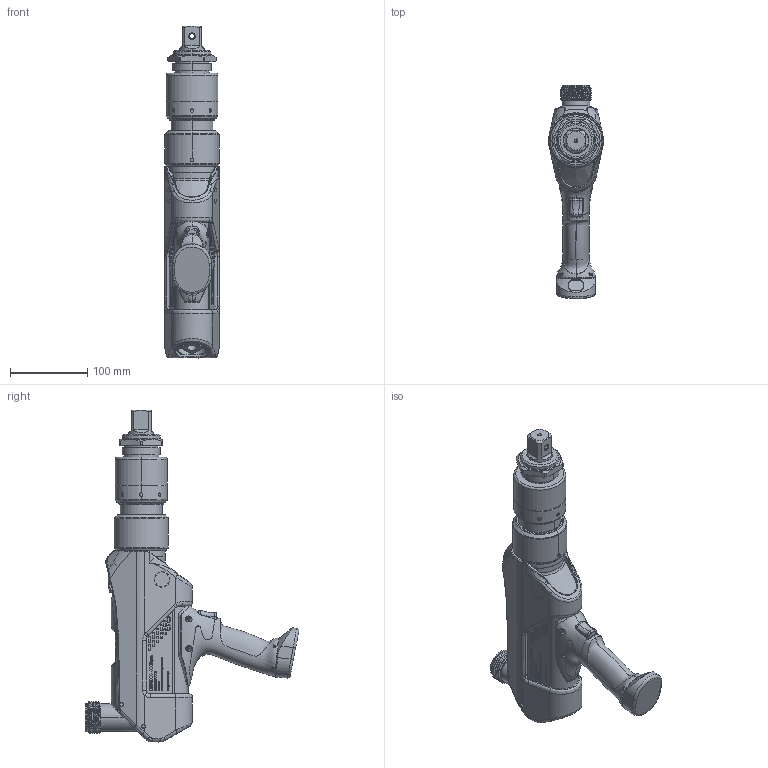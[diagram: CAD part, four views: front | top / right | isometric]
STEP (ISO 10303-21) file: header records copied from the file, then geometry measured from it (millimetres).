
FILE_DESCRIPTION((''),'2;1');
FILE_NAME('6151658850_ERP750_VERTICAL_CON_ASM','2015-03-19T',('greextsd'),(''),'PRO/ENGINEER BY PARAMETRIC TECHNOLOGY CORPORATION, 2014200','PRO/ENGINEER BY PARAMETRIC TECHNOLOGY CORPORATION, 2014200','');
FILE_SCHEMA(('CONFIG_CONTROL_DESIGN'));
Length unit declared in the file: millimetre
Products named in the file (5): CORPS; CONNECTOR; 6153983050_GEARBOX; POIGNEE2; 6151658850_ERP750_VERTICAL_CON_ASM
Assembly tree (4 placements, depth 2):
  6151658850_ERP750_VERTICAL_CON_ASM
    CORPS
    CONNECTOR
    6153983050_GEARBOX
    POIGNEE2
Bounding box: 70.99 x 275.73 x 428.5 mm (x, y, z)
Volume: 1869409.3 mm3; surface area: 241124.7 mm2
Topology: 8 solids, 8 shells, 3469 faces, 9155 edges, 5896 vertices
Faces by surface type: plane 1253, extrusion 937, cylinder 671, bspline 386, cone 113, torus 94, sphere 13, revolution 2
Entity records: 204577 total; most frequent: CARTESIAN_POINT 125385, ORIENTED_EDGE 18254, DIRECTION 12543, EDGE_CURVE 9127, VERTEX_POINT 5896, VECTOR 5411, LINE 4474, B_SPLINE_CURVE_WITH_KNOTS 4180
